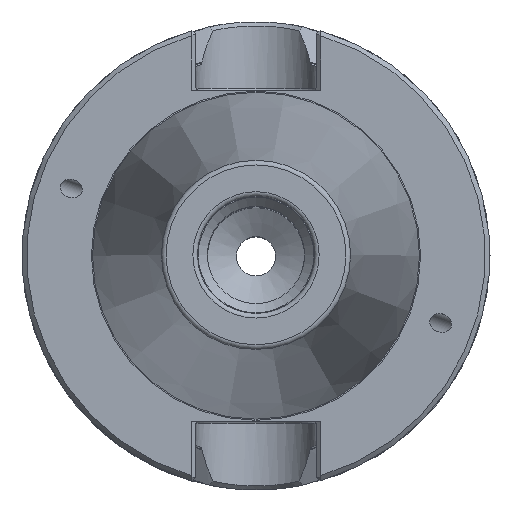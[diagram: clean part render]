
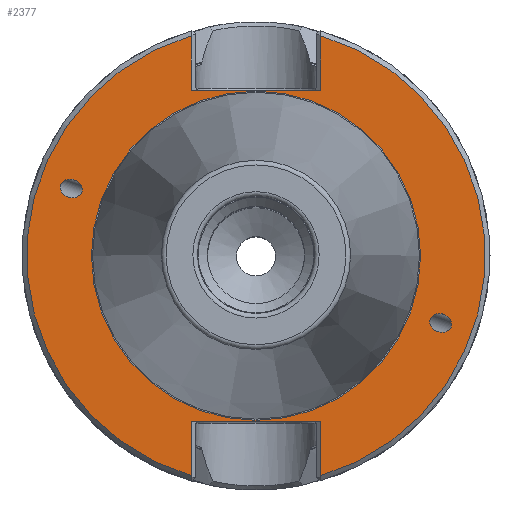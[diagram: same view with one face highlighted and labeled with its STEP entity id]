
A CAD part, top view. The second image highlights one B-rep face of the part: STEP entity #2377.
In plain terms, the highlighted planar face has unit normal (0, 0, 1).
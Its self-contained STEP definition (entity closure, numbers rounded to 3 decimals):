
#30=LINE('',#3475,#84);
#31=LINE('',#3477,#85);
#32=LINE('',#3479,#86);
#33=LINE('',#3480,#87);
#34=LINE('',#3482,#88);
#35=LINE('',#3484,#89);
#84=VECTOR('',#2902,1000.);
#85=VECTOR('',#2903,1000.);
#86=VECTOR('',#2904,1000.);
#87=VECTOR('',#2905,1000.);
#88=VECTOR('',#2906,1000.);
#89=VECTOR('',#2907,1000.);
#130=ELLIPSE('',#2545,2.381,1.95);
#131=ELLIPSE('',#2547,2.381,1.95);
#195=PLANE('',#2557);
#271=CIRCLE('',#2543,35.164);
#272=CIRCLE('',#2553,49.);
#275=CIRCLE('',#2558,49.);
#443=ORIENTED_EDGE('',*,*,#763,.F.);
#444=ORIENTED_EDGE('',*,*,#781,.T.);
#445=ORIENTED_EDGE('',*,*,#782,.T.);
#446=ORIENTED_EDGE('',*,*,#783,.T.);
#447=ORIENTED_EDGE('',*,*,#784,.T.);
#448=ORIENTED_EDGE('',*,*,#775,.T.);
#449=ORIENTED_EDGE('',*,*,#785,.T.);
#450=ORIENTED_EDGE('',*,*,#786,.T.);
#451=ORIENTED_EDGE('',*,*,#787,.T.);
#452=ORIENTED_EDGE('',*,*,#762,.F.);
#453=ORIENTED_EDGE('',*,*,#761,.F.);
#761=EDGE_CURVE('',#960,#960,#271,.T.);
#762=EDGE_CURVE('',#961,#961,#130,.T.);
#763=EDGE_CURVE('',#962,#962,#131,.T.);
#775=EDGE_CURVE('',#974,#973,#272,.T.);
#781=EDGE_CURVE('',#977,#978,#275,.T.);
#782=EDGE_CURVE('',#978,#979,#30,.T.);
#783=EDGE_CURVE('',#979,#980,#31,.T.);
#784=EDGE_CURVE('',#980,#974,#32,.T.);
#785=EDGE_CURVE('',#973,#981,#33,.T.);
#786=EDGE_CURVE('',#981,#982,#34,.T.);
#787=EDGE_CURVE('',#982,#977,#35,.T.);
#960=VERTEX_POINT('',#3402);
#961=VERTEX_POINT('',#3405);
#962=VERTEX_POINT('',#3408);
#973=VERTEX_POINT('',#3457);
#974=VERTEX_POINT('',#3459);
#977=VERTEX_POINT('',#3473);
#978=VERTEX_POINT('',#3474);
#979=VERTEX_POINT('',#3476);
#980=VERTEX_POINT('',#3478);
#981=VERTEX_POINT('',#3481);
#982=VERTEX_POINT('',#3483);
#1221=EDGE_LOOP('',(#443));
#1222=EDGE_LOOP('',(#444,#445,#446,#447,#448,#449,#450,#451));
#1223=EDGE_LOOP('',(#452));
#1224=EDGE_LOOP('',(#453));
#1413=FACE_BOUND('',#1221,.T.);
#1414=FACE_BOUND('',#1222,.T.);
#1415=FACE_BOUND('',#1223,.T.);
#1416=FACE_BOUND('',#1224,.T.);
#2377=ADVANCED_FACE('',(#1413,#1414,#1415,#1416),#195,.T.);
#2543=AXIS2_PLACEMENT_3D('',#3401,#2862,#2863);
#2545=AXIS2_PLACEMENT_3D('',#3404,#2866,#2867);
#2547=AXIS2_PLACEMENT_3D('',#3407,#2870,#2871);
#2553=AXIS2_PLACEMENT_3D('',#3458,#2888,#2889);
#2557=AXIS2_PLACEMENT_3D('',#3471,#2898,#2899);
#2558=AXIS2_PLACEMENT_3D('',#3472,#2900,#2901);
#2862=DIRECTION('',(0.,0.,1.));
#2863=DIRECTION('',(1.,0.,0.));
#2866=DIRECTION('',(0.,0.,1.));
#2867=DIRECTION('',(-0.94,0.342,0.));
#2870=DIRECTION('',(0.,0.,1.));
#2871=DIRECTION('',(0.94,-0.342,0.));
#2888=DIRECTION('',(0.,0.,1.));
#2889=DIRECTION('',(1.,0.,0.));
#2898=DIRECTION('',(0.,0.,1.));
#2899=DIRECTION('',(1.,0.,0.));
#2900=DIRECTION('',(0.,0.,1.));
#2901=DIRECTION('',(1.,0.,0.));
#2902=DIRECTION('',(0.,1.,0.));
#2903=DIRECTION('',(1.,0.,0.));
#2904=DIRECTION('',(0.,-1.,0.));
#2905=DIRECTION('',(0.,-1.,0.));
#2906=DIRECTION('',(-1.,0.,0.));
#2907=DIRECTION('',(0.,1.,0.));
#3401=CARTESIAN_POINT('',(0.,0.,-3.));
#3402=CARTESIAN_POINT('',(35.164,0.,-3.));
#3404=CARTESIAN_POINT('',(39.467,-14.365,-3.));
#3405=CARTESIAN_POINT('',(37.23,-13.551,-3.));
#3407=CARTESIAN_POINT('',(-39.467,14.365,-3.));
#3408=CARTESIAN_POINT('',(-37.23,13.551,-3.));
#3457=CARTESIAN_POINT('',(13.85,47.002,-3.));
#3458=CARTESIAN_POINT('',(0.,0.,-3.));
#3459=CARTESIAN_POINT('',(13.85,-47.002,-3.));
#3471=CARTESIAN_POINT('',(35.164,0.,-3.));
#3472=CARTESIAN_POINT('',(0.,0.,-3.));
#3473=CARTESIAN_POINT('',(-13.85,47.002,-3.));
#3474=CARTESIAN_POINT('',(-13.85,-47.002,-3.));
#3475=CARTESIAN_POINT('',(-13.85,0.,-3.));
#3476=CARTESIAN_POINT('',(-13.85,-35.35,-3.));
#3477=CARTESIAN_POINT('',(35.164,-35.35,-3.));
#3478=CARTESIAN_POINT('',(13.85,-35.35,-3.));
#3479=CARTESIAN_POINT('',(13.85,0.,-3.));
#3480=CARTESIAN_POINT('',(13.85,0.,-3.));
#3481=CARTESIAN_POINT('',(13.85,35.35,-3.));
#3482=CARTESIAN_POINT('',(35.164,35.35,-3.));
#3483=CARTESIAN_POINT('',(-13.85,35.35,-3.));
#3484=CARTESIAN_POINT('',(-13.85,0.,-3.));
